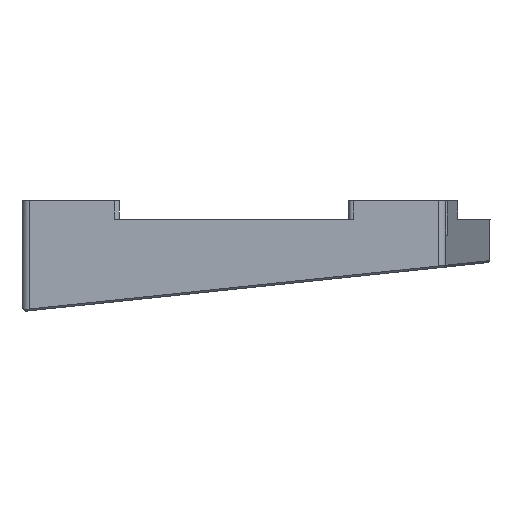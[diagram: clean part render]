
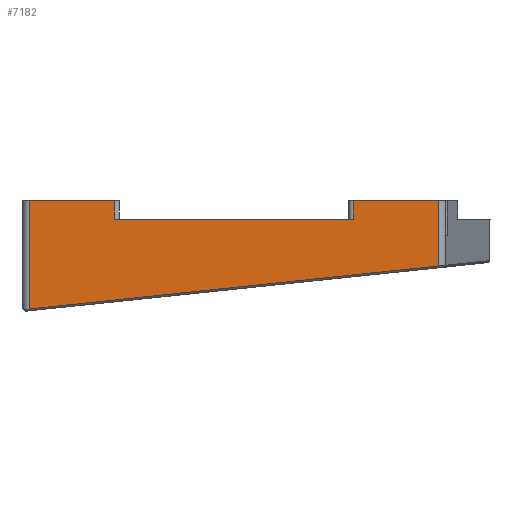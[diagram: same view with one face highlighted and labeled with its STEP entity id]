
A CAD part, left-side view. The second image highlights one B-rep face of the part: STEP entity #7182.
In plain terms, the highlighted planar face has unit normal (-1, 0, 0).
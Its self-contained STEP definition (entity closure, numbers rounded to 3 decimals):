
#425=B_SPLINE_CURVE_WITH_KNOTS('',3,(#20491,#20492,#20493,#20494),
 .UNSPECIFIED.,.F.,.F.,(4,4),(-1.597,-1.571),
 .UNSPECIFIED.);
#1068=FACE_OUTER_BOUND('',#1497,.T.);
#1497=EDGE_LOOP('',(#6444,#6445,#6446,#6447,#6448,#6449,#6450,#6451,#6452));
#1759=LINE('',#19474,#2375);
#1914=LINE('',#19949,#2530);
#1982=LINE('',#20140,#2598);
#2061=LINE('',#20474,#2677);
#2067=LINE('',#20597,#2683);
#2068=LINE('',#20599,#2684);
#2124=LINE('',#20735,#2740);
#2125=LINE('',#20736,#2741);
#2375=VECTOR('',#8252,10.);
#2530=VECTOR('',#8669,10.);
#2598=VECTOR('',#8851,10.);
#2677=VECTOR('',#9090,10.);
#2683=VECTOR('',#9108,10.);
#2684=VECTOR('',#9111,10.);
#2740=VECTOR('',#9313,10.);
#2741=VECTOR('',#9314,10.);
#3160=VERTEX_POINT('',#19471);
#3161=VERTEX_POINT('',#19473);
#3345=VERTEX_POINT('',#19946);
#3346=VERTEX_POINT('',#19948);
#3411=VERTEX_POINT('',#20137);
#3412=VERTEX_POINT('',#20139);
#3445=VERTEX_POINT('',#20462);
#3446=VERTEX_POINT('',#20470);
#3447=VERTEX_POINT('',#20472);
#3969=EDGE_CURVE('',#3160,#3161,#1759,.T.);
#4207=EDGE_CURVE('',#3345,#3346,#1914,.T.);
#4306=EDGE_CURVE('',#3412,#3411,#1982,.T.);
#4412=EDGE_CURVE('',#3447,#3446,#2061,.T.);
#4413=EDGE_CURVE('',#3445,#3447,#425,.T.);
#4425=EDGE_CURVE('',#3446,#3160,#2067,.T.);
#4426=EDGE_CURVE('',#3445,#3346,#2068,.T.);
#4489=EDGE_CURVE('',#3412,#3345,#2124,.T.);
#4490=EDGE_CURVE('',#3411,#3161,#2125,.T.);
#6444=ORIENTED_EDGE('',*,*,#4413,.F.);
#6445=ORIENTED_EDGE('',*,*,#4426,.T.);
#6446=ORIENTED_EDGE('',*,*,#4207,.F.);
#6447=ORIENTED_EDGE('',*,*,#4489,.F.);
#6448=ORIENTED_EDGE('',*,*,#4306,.T.);
#6449=ORIENTED_EDGE('',*,*,#4490,.T.);
#6450=ORIENTED_EDGE('',*,*,#3969,.F.);
#6451=ORIENTED_EDGE('',*,*,#4425,.F.);
#6452=ORIENTED_EDGE('',*,*,#4412,.F.);
#6811=PLANE('',#7719);
#7182=ADVANCED_FACE('',(#1068),#6811,.T.);
#7719=AXIS2_PLACEMENT_3D('',#20734,#9311,#9312);
#8252=DIRECTION('',(0.,-1.,0.));
#8669=DIRECTION('',(0.,-1.,0.));
#8851=DIRECTION('',(0.,1.,0.));
#9090=DIRECTION('',(0.,0.995,-0.105));
#9108=DIRECTION('',(0.,0.,1.));
#9111=DIRECTION('',(0.,0.,1.));
#9311=DIRECTION('center_axis',(-1.,0.,0.));
#9312=DIRECTION('ref_axis',(0.,1.,0.));
#9313=DIRECTION('',(0.,0.,1.));
#9314=DIRECTION('',(0.,0.,1.));
#19471=CARTESIAN_POINT('',(21.738,-64.184,10.1));
#19473=CARTESIAN_POINT('',(21.738,-87.415,10.1));
#19474=CARTESIAN_POINT('',(21.738,-87.415,10.1));
#19946=CARTESIAN_POINT('',(21.738,-152.415,10.1));
#19948=CARTESIAN_POINT('',(21.738,-175.646,10.1));
#19949=CARTESIAN_POINT('',(21.738,-152.415,10.1));
#20137=CARTESIAN_POINT('',(21.738,-87.415,5.1));
#20139=CARTESIAN_POINT('',(21.738,-152.415,5.1));
#20140=CARTESIAN_POINT('',(21.738,-107.943,5.1));
#20462=CARTESIAN_POINT('',(21.738,-175.646,-7.664));
#20470=CARTESIAN_POINT('',(21.738,-64.184,-19.38));
#20472=CARTESIAN_POINT('',(21.738,-175.594,-7.67));
#20474=CARTESIAN_POINT('',(21.738,-171.981,-8.05));
#20491=CARTESIAN_POINT('Ctrl Pts',(21.738,-175.646,-7.664));
#20492=CARTESIAN_POINT('Ctrl Pts',(21.738,-175.629,-7.666));
#20493=CARTESIAN_POINT('Ctrl Pts',(21.738,-175.611,-7.668));
#20494=CARTESIAN_POINT('Ctrl Pts',(21.738,-175.594,-7.67));
#20597=CARTESIAN_POINT('',(21.738,-64.184,7.6));
#20599=CARTESIAN_POINT('',(21.738,-175.646,7.6));
#20734=CARTESIAN_POINT('Origin',(21.738,-152.415,7.6));
#20735=CARTESIAN_POINT('',(21.738,-152.415,7.6));
#20736=CARTESIAN_POINT('',(21.738,-87.415,7.6));
